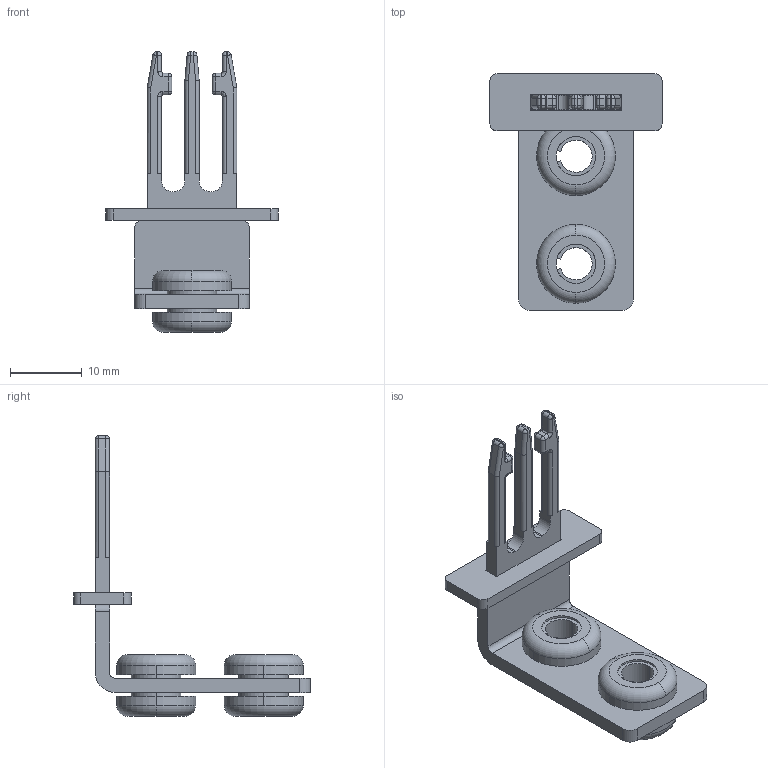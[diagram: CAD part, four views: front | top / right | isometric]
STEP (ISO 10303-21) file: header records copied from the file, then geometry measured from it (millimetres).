
FILE_DESCRIPTION (( 'STEP AP203' ), '1' );
FILE_NAME ('KEY17.step', '2021-02-10T13:10:58', ( '' ), ( '' ), 'SwSTEP 2.0', 'SolidWorks 2019', '' );
FILE_SCHEMA (( 'CONFIG_CONTROL_DESIGN' ));
Length unit declared in the file: inch
Products named in the file (1): KEY17
Bounding box: 24 x 33 x 39.1 mm (x, y, z)
Volume: 2627.4 mm3; surface area: 4164 mm2
Topology: 6 solids, 6 shells, 206 faces, 504 edges, 294 vertices
Faces by surface type: cylinder 100, plane 70, sphere 20, torus 16
Entity records: 6059 total; most frequent: CARTESIAN_POINT 1129, DIRECTION 1088, ORIENTED_EDGE 968, EDGE_CURVE 484, AXIS2_PLACEMENT_3D 413, VERTEX_POINT 294, VECTOR 262, LINE 262
